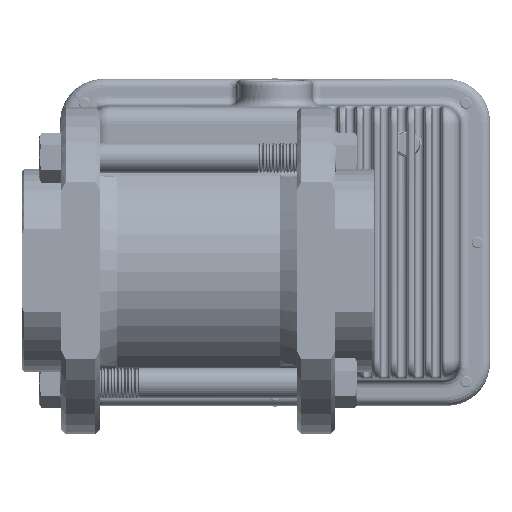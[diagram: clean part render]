
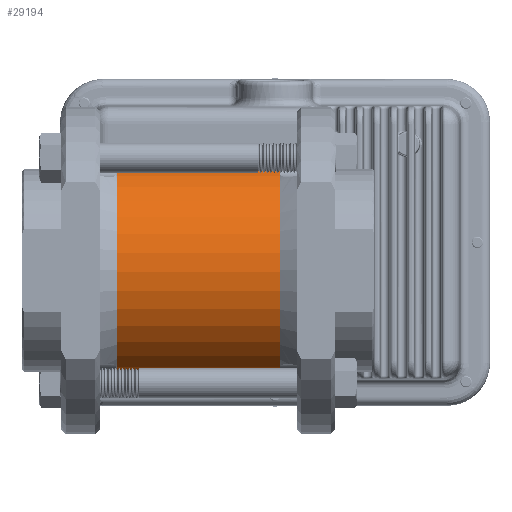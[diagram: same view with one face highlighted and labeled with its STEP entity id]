
A CAD part, front view. The second image highlights one B-rep face of the part: STEP entity #29194.
In plain terms, the highlighted cylindrical face has radius 41.097 mm (diameter 82.194 mm), a partial arc.
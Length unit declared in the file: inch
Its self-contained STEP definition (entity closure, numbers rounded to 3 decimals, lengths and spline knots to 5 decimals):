
#6258 = AXIS2_PLACEMENT_3D ( 'NONE', #144932, #70389, #157469 ) ;
#12341 = CIRCLE ( 'NONE', #6258, 1.618 ) ;
#12768 = ORIENTED_EDGE ( 'NONE', *, *, #137790, .T. ) ;
#13317 = LINE ( 'NONE', #133416, #108756 ) ;
#14365 = DIRECTION ( 'NONE',  ( 1., 0., 0. ) ) ;
#17207 = FACE_OUTER_BOUND ( 'NONE', #128268, .T. ) ;
#20516 = CARTESIAN_POINT ( 'NONE',  ( 1.309, -0.064, 1.61673 ) ) ;
#20527 = CIRCLE ( 'NONE', #120564, 1.618 ) ;
#29194 = ADVANCED_FACE ( 'NONE', ( #17207 ), #79567, .T. ) ;
#30003 = EDGE_CURVE ( 'NONE', #102838, #127714, #54104, .T. ) ;
#30141 = DIRECTION ( 'NONE',  ( -1., 0., 0. ) ) ;
#33804 = DIRECTION ( 'NONE',  ( 0., 0., 1. ) ) ;
#34845 = CARTESIAN_POINT ( 'NONE',  ( 1.309, 1.5, -0.60657 ) ) ;
#54104 = LINE ( 'NONE', #104760, #79415 ) ;
#60038 = ORIENTED_EDGE ( 'NONE', *, *, #132287, .T. ) ;
#62720 = AXIS2_PLACEMENT_3D ( 'NONE', #120991, #84494, #33804 ) ;
#70389 = DIRECTION ( 'NONE',  ( 1., 0., 0. ) ) ;
#79415 = VECTOR ( 'NONE', #30141, 39.37008 ) ;
#79567 = CYLINDRICAL_SURFACE ( 'NONE', #62720, 1.618 ) ;
#81807 = ORIENTED_EDGE ( 'NONE', *, *, #30003, .F. ) ;
#84494 = DIRECTION ( 'NONE',  ( -1., 0., 0. ) ) ;
#85089 = VERTEX_POINT ( 'NONE', #20516 ) ;
#86569 = CARTESIAN_POINT ( 'NONE',  ( -1.316, 1.5, -0.60657 ) ) ;
#88968 = CARTESIAN_POINT ( 'NONE',  ( 1.309, 0., 0. ) ) ;
#101475 = DIRECTION ( 'NONE',  ( 0., 0., -1. ) ) ;
#102838 = VERTEX_POINT ( 'NONE', #34845 ) ;
#104760 = CARTESIAN_POINT ( 'NONE',  ( 1.309, 1.5, -0.60657 ) ) ;
#108756 = VECTOR ( 'NONE', #145853, 39.37008 ) ;
#111559 = CARTESIAN_POINT ( 'NONE',  ( -1.316, -0.064, 1.61673 ) ) ;
#111695 = ORIENTED_EDGE ( 'NONE', *, *, #141114, .F. ) ;
#120564 = AXIS2_PLACEMENT_3D ( 'NONE', #88968, #14365, #101475 ) ;
#120991 = CARTESIAN_POINT ( 'NONE',  ( 1.309, 0., 0. ) ) ;
#127714 = VERTEX_POINT ( 'NONE', #86569 ) ;
#128268 = EDGE_LOOP ( 'NONE', ( #111695, #12768, #60038, #81807 ) ) ;
#132287 = EDGE_CURVE ( 'NONE', #135141, #127714, #12341, .T. ) ;
#133416 = CARTESIAN_POINT ( 'NONE',  ( 1.309, -0.064, 1.61673 ) ) ;
#135141 = VERTEX_POINT ( 'NONE', #111559 ) ;
#137790 = EDGE_CURVE ( 'NONE', #85089, #135141, #13317, .T. ) ;
#141114 = EDGE_CURVE ( 'NONE', #85089, #102838, #20527, .T. ) ;
#144932 = CARTESIAN_POINT ( 'NONE',  ( -1.316, 0., 0. ) ) ;
#145853 = DIRECTION ( 'NONE',  ( -1., 0., 0. ) ) ;
#157469 = DIRECTION ( 'NONE',  ( 0., 0., -1. ) ) ;
